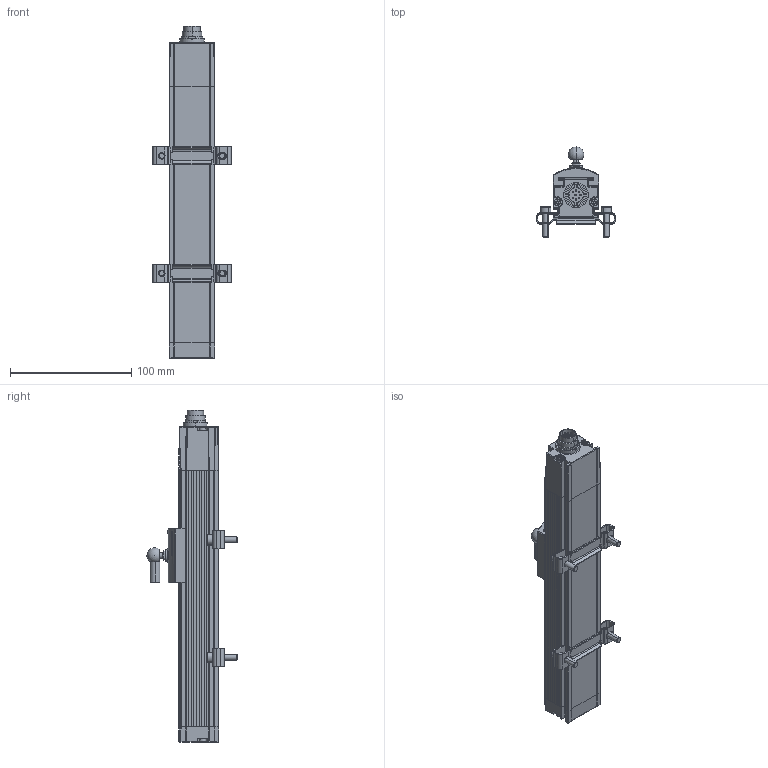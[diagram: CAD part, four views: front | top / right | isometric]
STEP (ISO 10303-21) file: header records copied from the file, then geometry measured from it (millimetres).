
FILE_DESCRIPTION (( 'STEP AP214' ), '1' );
FILE_NAME ('Z-TLM-P05_gefuehrt_mit_Kugelkopf~00ID.STEP', '2005-12-12T08:46:56', ( 'novotechnik' ), ( 'novotechnik' ), 'SwSTEP 2.0', 'SolidWorks 2005235', '' );
FILE_SCHEMA (( 'AUTOMOTIVE_DESIGN' ));
Length unit declared in the file: millimetre
Products named in the file (18): Flanschstecker~00ID_Standard; TLM_Z002_Gehäuse~00ID_Standard; Endflansch~02ID_Standard; Mutter~00ID_Standard; Stift_1,9x19~00ID_Standard; Winkelgelenk_M5~00ID_Standard; Winkelgelenk_Innenteil~00ID_Standard; Winkelgelenk_M5_Außenteil~00ID_Standard; Magnetträger,_geführt~00ID_Standard; Sechskantmutter_für_Winkelgelenk_M5~00ID_Standard; Z-TLM-P05_gefuehrt_mit_Kugelkopf~00ID; Zyliderschraube_M2,5x6~01ID_Standard; TLM_Z002_Typenschild~00ID_Standard; Spannklammer_TL~01ID_Standard; Zylinderschraube_M5x20~00ID_Standard; Zyliderschraube_M3x16~00ID_Standard; Steckerflansch_TLM~02ID_Standard; Torxschraube_M3x40~00ID_Standard
Assembly tree (30 placements, depth 3):
  Z-TLM-P05_gefuehrt_mit_Kugelkopf~00ID
    Stift_1,9x19~00ID_Standard  x8
    Zyliderschraube_M2,5x6~01ID_Standard
    Flanschstecker~00ID_Standard
    Steckerflansch_TLM~02ID_Standard
    Zyliderschraube_M3x16~00ID_Standard  x2
    Spannklammer_TL~01ID_Standard  x2
    Mutter~00ID_Standard
    Zylinderschraube_M5x20~00ID_Standard  x4
    Endflansch~02ID_Standard
    Torxschraube_M3x40~00ID_Standard  x2
    Winkelgelenk_M5~00ID_Standard
      Winkelgelenk_M5_Außenteil~00ID_Standard
      Winkelgelenk_Innenteil~00ID_Standard
      Sechskantmutter_für_Winkelgelenk_M5~00ID_Standard
    TLM_Z002_Gehäuse~00ID_Standard
    TLM_Z002_Typenschild~00ID_Standard
    Magnetträger,_geführt~00ID_Standard
Bounding box: 65 x 74.49 x 274.3 mm (x, y, z)
Volume: 305615.7 mm3; surface area: 81379.9 mm2
Topology: 29 solids, 29 shells, 2553 faces, 6559 edges, 4110 vertices
Faces by surface type: plane 944, cylinder 698, bspline 502, torus 189, sphere 139, cone 81
Entity records: 107834 total; most frequent: CARTESIAN_POINT 50290, ORIENTED_EDGE 10896, DIRECTION 8908, EDGE_CURVE 5448, VERTEX_POINT 3457, AXIS2_PLACEMENT_3D 3000, VECTOR 2908, LINE 2908
